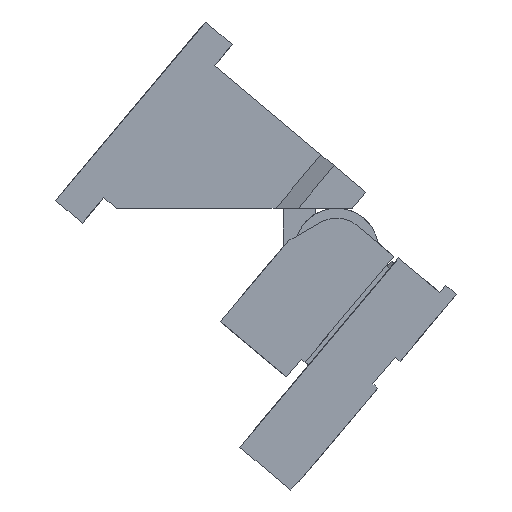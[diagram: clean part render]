
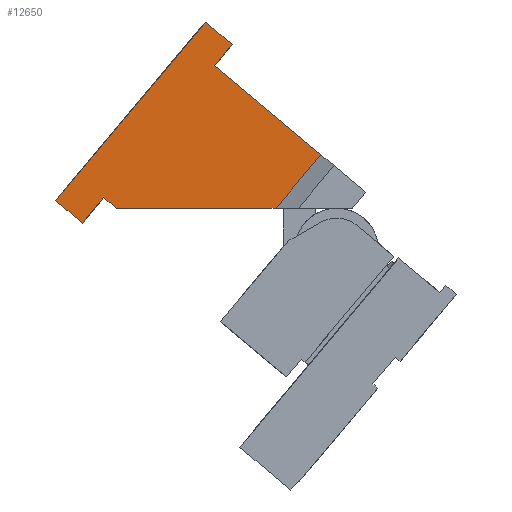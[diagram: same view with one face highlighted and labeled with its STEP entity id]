
A CAD part, front view. The second image highlights one B-rep face of the part: STEP entity #12650.
In plain terms, the highlighted face is planar.
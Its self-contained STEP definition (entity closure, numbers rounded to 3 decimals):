
#12333=CARTESIAN_POINT('Line Origine',(-22.5,148.,161.964)) ;
#12337=CARTESIAN_POINT('Vertex',(-22.5,148.,154.928)) ;
#12339=CARTESIAN_POINT('Vertex',(-22.5,148.,169.)) ;
#12373=CARTESIAN_POINT('Line Origine',(-22.5,162.25,169.)) ;
#12377=CARTESIAN_POINT('Vertex',(-22.5,176.5,169.)) ;
#12480=CARTESIAN_POINT('Line Origine',(-22.5,0.,109.5)) ;
#12484=CARTESIAN_POINT('Vertex',(-22.5,0.,169.)) ;
#12486=CARTESIAN_POINT('Vertex',(-22.5,0.,50.)) ;
#12529=CARTESIAN_POINT('Line Origine',(-22.5,-23.5,184.)) ;
#12533=CARTESIAN_POINT('Vertex',(-22.5,-23.5,199.)) ;
#12535=CARTESIAN_POINT('Vertex',(-22.5,-23.5,169.)) ;
#12569=CARTESIAN_POINT('Line Origine',(-22.5,29.977,50.)) ;
#12573=CARTESIAN_POINT('Vertex',(-22.5,59.955,50.)) ;
#12593=CARTESIAN_POINT('Line Origine',(-22.5,176.5,184.)) ;
#12597=CARTESIAN_POINT('Vertex',(-22.5,176.5,199.)) ;
#12619=CARTESIAN_POINT('Axis2P3D Location',(-22.5,0.,50.)) ;
#12624=CARTESIAN_POINT('Line Origine',(-22.5,-11.75,169.)) ;
#12629=CARTESIAN_POINT('Line Origine',(-22.5,76.5,199.)) ;
#12634=CARTESIAN_POINT('Line Origine',(-22.5,103.977,102.464)) ;
#12334=DIRECTION('Vector Direction',(0.,0.,1.)) ;
#12374=DIRECTION('Vector Direction',(0.,1.,0.)) ;
#12481=DIRECTION('Vector Direction',(0.,0.,-1.)) ;
#12530=DIRECTION('Vector Direction',(0.,0.,-1.)) ;
#12570=DIRECTION('Vector Direction',(0.,1.,0.)) ;
#12594=DIRECTION('Vector Direction',(0.,0.,-1.)) ;
#12620=DIRECTION('Axis2P3D Direction',(-1.,0.,0.)) ;
#12621=DIRECTION('Axis2P3D XDirection',(0.,0.,1.)) ;
#12625=DIRECTION('Vector Direction',(0.,1.,0.)) ;
#12630=DIRECTION('Vector Direction',(0.,1.,0.)) ;
#12635=DIRECTION('Vector Direction',(0.,-0.643,-0.766)) ;
#12622=AXIS2_PLACEMENT_3D('Plane Axis2P3D',#12619,#12620,#12621) ;
#12640=ORIENTED_EDGE('',*,*,#12488,.F.) ;
#12641=ORIENTED_EDGE('',*,*,#12628,.F.) ;
#12642=ORIENTED_EDGE('',*,*,#12537,.F.) ;
#12643=ORIENTED_EDGE('',*,*,#12633,.T.) ;
#12644=ORIENTED_EDGE('',*,*,#12599,.T.) ;
#12645=ORIENTED_EDGE('',*,*,#12379,.F.) ;
#12646=ORIENTED_EDGE('',*,*,#12341,.F.) ;
#12647=ORIENTED_EDGE('',*,*,#12638,.T.) ;
#12648=ORIENTED_EDGE('',*,*,#12575,.F.) ;
#12335=VECTOR('Line Direction',#12334,1.) ;
#12375=VECTOR('Line Direction',#12374,1.) ;
#12482=VECTOR('Line Direction',#12481,1.) ;
#12531=VECTOR('Line Direction',#12530,1.) ;
#12571=VECTOR('Line Direction',#12570,1.) ;
#12595=VECTOR('Line Direction',#12594,1.) ;
#12626=VECTOR('Line Direction',#12625,1.) ;
#12631=VECTOR('Line Direction',#12630,1.) ;
#12636=VECTOR('Line Direction',#12635,1.) ;
#12650=ADVANCED_FACE('PartBody',(#12649),#12623,.T.) ;
#12341=EDGE_CURVE('',#12338,#12340,#12336,.T.) ;
#12379=EDGE_CURVE('',#12340,#12378,#12376,.T.) ;
#12488=EDGE_CURVE('',#12485,#12487,#12483,.T.) ;
#12537=EDGE_CURVE('',#12534,#12536,#12532,.T.) ;
#12575=EDGE_CURVE('',#12487,#12574,#12572,.T.) ;
#12599=EDGE_CURVE('',#12598,#12378,#12596,.T.) ;
#12628=EDGE_CURVE('',#12536,#12485,#12627,.T.) ;
#12633=EDGE_CURVE('',#12534,#12598,#12632,.T.) ;
#12638=EDGE_CURVE('',#12338,#12574,#12637,.T.) ;
#12639=EDGE_LOOP('',(#12640,#12641,#12642,#12643,#12644,#12645,#12646,#12647,#12648)) ;
#12649=FACE_OUTER_BOUND('',#12639,.T.) ;
#12336=LINE('Line',#12333,#12335) ;
#12376=LINE('Line',#12373,#12375) ;
#12483=LINE('Line',#12480,#12482) ;
#12532=LINE('Line',#12529,#12531) ;
#12572=LINE('Line',#12569,#12571) ;
#12596=LINE('Line',#12593,#12595) ;
#12627=LINE('Line',#12624,#12626) ;
#12632=LINE('Line',#12629,#12631) ;
#12637=LINE('Line',#12634,#12636) ;
#12623=PLANE('Plane',#12622) ;
#12338=VERTEX_POINT('',#12337) ;
#12340=VERTEX_POINT('',#12339) ;
#12378=VERTEX_POINT('',#12377) ;
#12485=VERTEX_POINT('',#12484) ;
#12487=VERTEX_POINT('',#12486) ;
#12534=VERTEX_POINT('',#12533) ;
#12536=VERTEX_POINT('',#12535) ;
#12574=VERTEX_POINT('',#12573) ;
#12598=VERTEX_POINT('',#12597) ;
